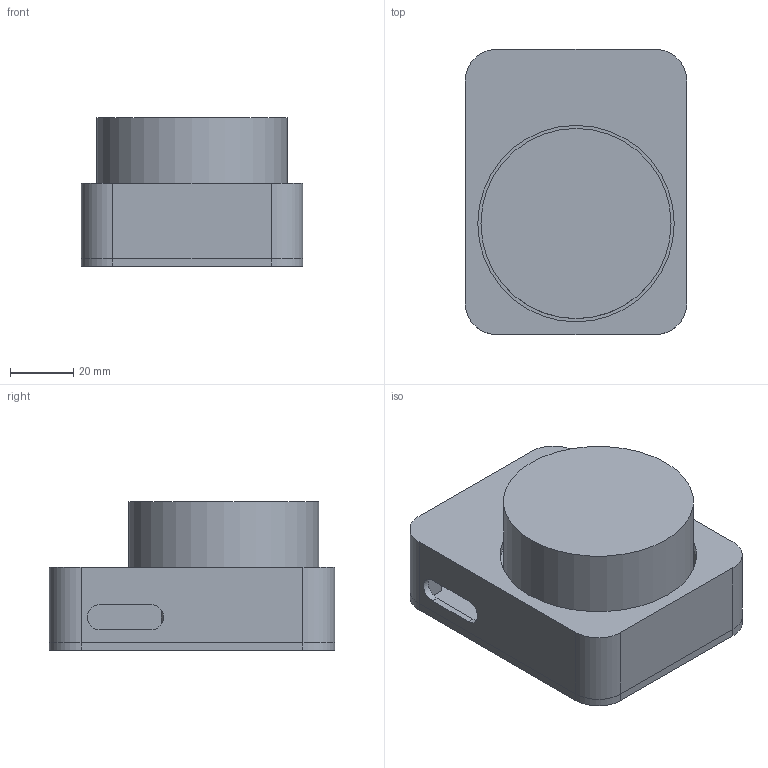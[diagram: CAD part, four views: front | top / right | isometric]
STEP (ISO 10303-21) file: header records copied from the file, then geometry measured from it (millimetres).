
FILE_DESCRIPTION(/* description */ (''),/* implementation_level */ '2;1');
FILE_NAME(/* name */ 'pad_mk1.step',/* time_stamp */ '2023-12-22T23:51:37+03:00',/* author */ (''),/* organization */ (''),/* preprocessor_version */ 'ST-DEVELOPER v20',/* originating_system */ 'Autodesk Translation Framework v12.14.0.127',/* authorisation */ '');
FILE_SCHEMA (('AUTOMOTIVE_DESIGN { 1 0 10303 214 3 1 1 }'));
Length unit declared in the file: millimetre
Products named in the file (12): pad_mk1; EC12E-200; cherrymx; Component1; Component2; 5972K95_Ball Bearing; Switch mount; Knob; Carriage; Bearing mount; Top case; Bottom
Assembly tree (11 placements, depth 3):
  pad_mk1
    EC12E-200
    cherrymx
      Component1
      Component2
    5972K95_Ball Bearing
    Switch mount
    Knob
    Carriage
    Bearing mount
    Top case
    Bottom
Bounding box: 70 x 90 x 47.01 mm (x, y, z)
Volume: 82008.3 mm3; surface area: 68596.8 mm2
Topology: 28 solids, 28 shells, 912 faces, 2384 edges, 1517 vertices
Faces by surface type: plane 620, cylinder 237, cone 30, sphere 14, torus 11
Full cylindrical faces by diameter (mm): 1.6 x2, 2 x2, 3 x8, 3.85 x1, 4 x3, 4.25 x1, 4.7 x4, 6 x2, 6.06 x1, 6.4 x2, 6.8 x1, 7.5 x1, 7.6 x1, 10 x1, 12 x1, 18.242 x2, 20 x1, 21.758 x2, 28 x1, 55 x1, 60 x1, 62 x1
Entity records: 28982 total; most frequent: CARTESIAN_POINT 5373, DIRECTION 4769, ORIENTED_EDGE 4720, EDGE_CURVE 2360, LINE 1735, VECTOR 1735, VERTEX_POINT 1517, AXIS2_PLACEMENT_3D 1517
